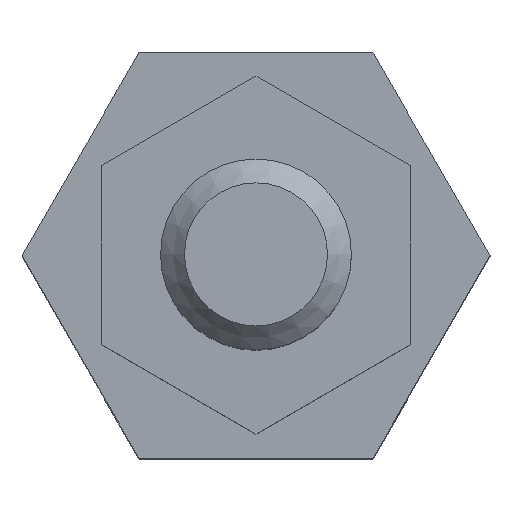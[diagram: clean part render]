
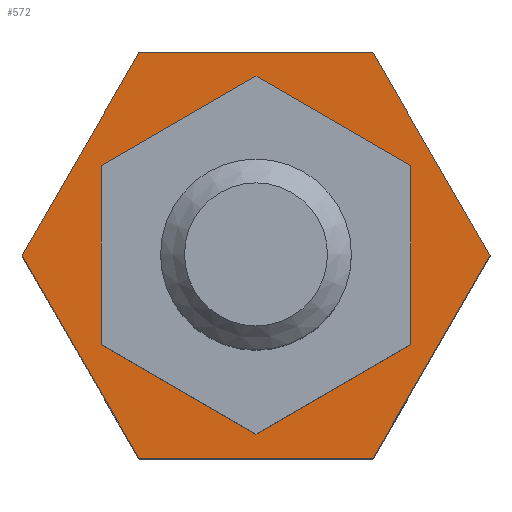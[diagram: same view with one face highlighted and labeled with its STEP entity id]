
A CAD part, top view. The second image highlights one B-rep face of the part: STEP entity #572.
In plain terms, the highlighted planar face has unit normal (0, 0, 1).
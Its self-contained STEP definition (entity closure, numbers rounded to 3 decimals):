
#34=FACE_BOUND('',#122,.T.);
#39=CIRCLE('',#594,4.);
#78=FACE_OUTER_BOUND('',#121,.T.);
#121=EDGE_LOOP('',(#470,#471,#472,#473,#474,#475));
#122=EDGE_LOOP('',(#476));
#158=LINE('',#888,#214);
#169=LINE('',#909,#225);
#175=LINE('',#920,#231);
#179=LINE('',#937,#235);
#180=LINE('',#939,#236);
#181=LINE('',#940,#237);
#214=VECTOR('',#714,9.815);
#225=VECTOR('',#731,9.815);
#231=VECTOR('',#741,9.815);
#235=VECTOR('',#763,9.815);
#236=VECTOR('',#764,9.815);
#237=VECTOR('',#765,9.815);
#259=VERTEX_POINT('',#835);
#275=VERTEX_POINT('',#885);
#276=VERTEX_POINT('',#887);
#283=VERTEX_POINT('',#907);
#286=VERTEX_POINT('',#918);
#290=VERTEX_POINT('',#936);
#291=VERTEX_POINT('',#938);
#315=EDGE_CURVE('',#259,#259,#39,.T.);
#334=EDGE_CURVE('',#275,#276,#158,.T.);
#345=EDGE_CURVE('',#283,#275,#169,.T.);
#351=EDGE_CURVE('',#286,#283,#175,.T.);
#358=EDGE_CURVE('',#290,#286,#179,.T.);
#359=EDGE_CURVE('',#291,#290,#180,.T.);
#360=EDGE_CURVE('',#276,#291,#181,.T.);
#470=ORIENTED_EDGE('',*,*,#351,.F.);
#471=ORIENTED_EDGE('',*,*,#358,.F.);
#472=ORIENTED_EDGE('',*,*,#359,.F.);
#473=ORIENTED_EDGE('',*,*,#360,.F.);
#474=ORIENTED_EDGE('',*,*,#334,.F.);
#475=ORIENTED_EDGE('',*,*,#345,.F.);
#476=ORIENTED_EDGE('',*,*,#315,.T.);
#537=PLANE('',#623);
#572=ADVANCED_FACE('',(#78,#34),#537,.T.);
#594=AXIS2_PLACEMENT_3D('',#836,#675,#676);
#623=AXIS2_PLACEMENT_3D('',#935,#761,#762);
#675=DIRECTION('center_axis',(0.,0.,
-1.));
#676=DIRECTION('ref_axis',(-1.,0.,0.));
#714=DIRECTION('',(1.,0.,0.));
#731=DIRECTION('',(0.5,0.866,0.));
#741=DIRECTION('',(-0.5,0.866,0.));
#761=DIRECTION('center_axis',(0.,0.,
1.));
#762=DIRECTION('ref_axis',(1.,0.,0.));
#763=DIRECTION('',(-1.,0.,0.));
#764=DIRECTION('',(-0.5,-0.866,0.));
#765=DIRECTION('',(0.5,-0.866,0.));
#835=CARTESIAN_POINT('',(4.,0.,31.5));
#836=CARTESIAN_POINT('Origin',(0.,0.,
31.5));
#885=CARTESIAN_POINT('',(-4.907,8.5,31.5));
#887=CARTESIAN_POINT('',(4.907,8.5,31.5));
#888=CARTESIAN_POINT('',(4.907,8.5,31.5));
#907=CARTESIAN_POINT('',(-9.815,0.,31.5));
#909=CARTESIAN_POINT('',(-4.907,8.5,31.5));
#918=CARTESIAN_POINT('',(-4.907,-8.5,31.5));
#920=CARTESIAN_POINT('',(-9.815,0.,31.5));
#935=CARTESIAN_POINT('Origin',(0.,0.,
31.5));
#936=CARTESIAN_POINT('',(4.907,-8.5,31.5));
#937=CARTESIAN_POINT('',(-4.907,-8.5,31.5));
#938=CARTESIAN_POINT('',(9.815,0.,31.5));
#939=CARTESIAN_POINT('',(4.907,-8.5,31.5));
#940=CARTESIAN_POINT('',(9.815,0.,31.5));
